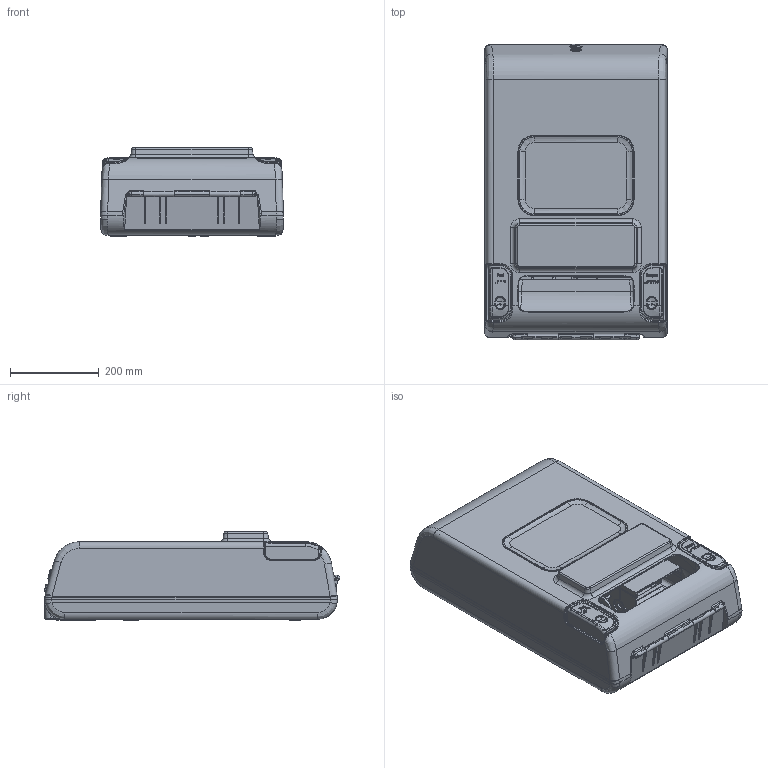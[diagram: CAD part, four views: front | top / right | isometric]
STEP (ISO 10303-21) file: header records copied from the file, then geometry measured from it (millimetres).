
FILE_DESCRIPTION (( 'STEP AP203' ), '1' );
FILE_NAME ('Model E - Exterior File.STEP', '2022-04-20T12:04:04', ( '' ), ( '' ), 'SwSTEP 2.0', 'SolidWorks 2019', '' );
FILE_SCHEMA (( 'CONFIG_CONTROL_DESIGN' ));
Products named in the file (1): Model E - Exterior File
Bounding box: 412.51 x 666.46 x 199.03 mm (x, y, z)
Volume: 4159417.5 mm3; surface area: 3019822.4 mm2
Topology: 23 solids, 23 shells, 5697 faces, 15553 edges, 10017 vertices
Faces by surface type: plane 3068, cylinder 1581, bspline 522, torus 258, cone 141, sphere 127
Entity records: 235889 total; most frequent: CARTESIAN_POINT 98293, ORIENTED_EDGE 30952, DIRECTION 25249, EDGE_CURVE 15476, VERTEX_POINT 9999, VECTOR 8929, LINE 8929, AXIS2_PLACEMENT_3D 8160
